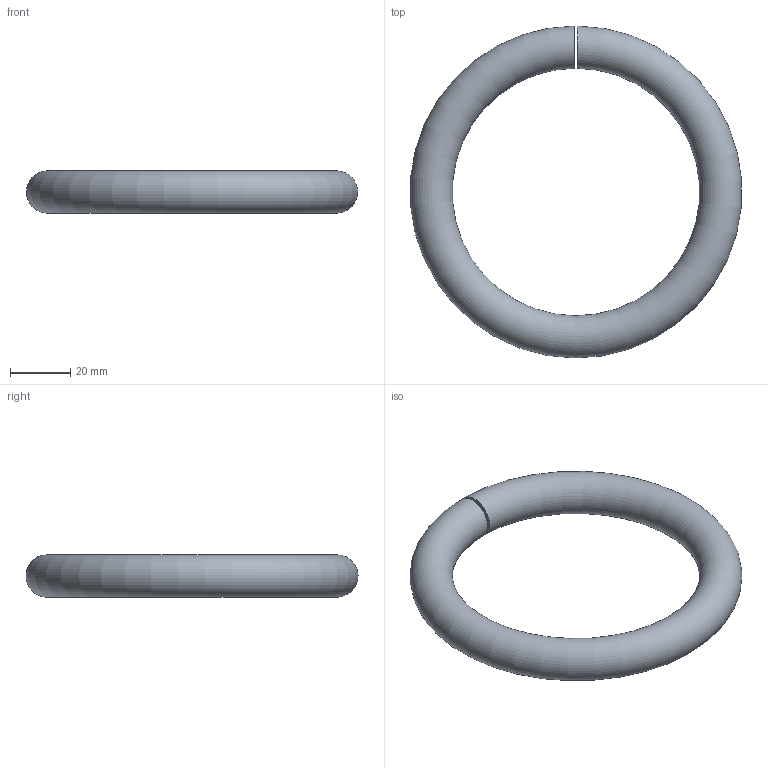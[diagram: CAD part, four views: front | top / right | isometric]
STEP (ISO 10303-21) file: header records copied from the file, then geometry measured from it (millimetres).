
FILE_DESCRIPTION (( 'STEP AP203' ), '1' );
FILE_NAME ('5633-110.step', '2020-05-18T06:55:32', ( '' ), ( '' ), 'SwSTEP 2.0', 'SolidWorks 2015', '' );
FILE_SCHEMA (( 'CONFIG_CONTROL_DESIGN' ));
Length unit declared in the file: millimetre
Products named in the file (1): 5633-110
Bounding box: 109.68 x 109.99 x 14 mm (x, y, z)
Volume: 46253.7 mm3; surface area: 13555.2 mm2
Topology: 1 solids, 1 shells, 211 faces, 564 edges, 376 vertices
Faces by surface type: plane 108, bspline 102, torus 1
Entity records: 12040 total; most frequent: CARTESIAN_POINT 7399, ORIENTED_EDGE 1126, DIRECTION 577, EDGE_CURVE 563, VERTEX_POINT 376, LINE 357, VECTOR 357, EDGE_LOOP 233
